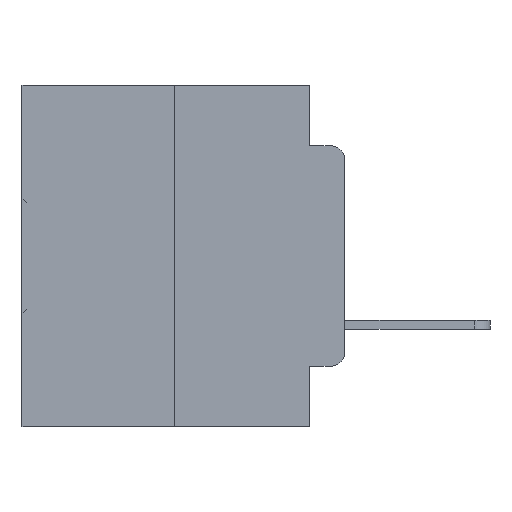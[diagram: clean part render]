
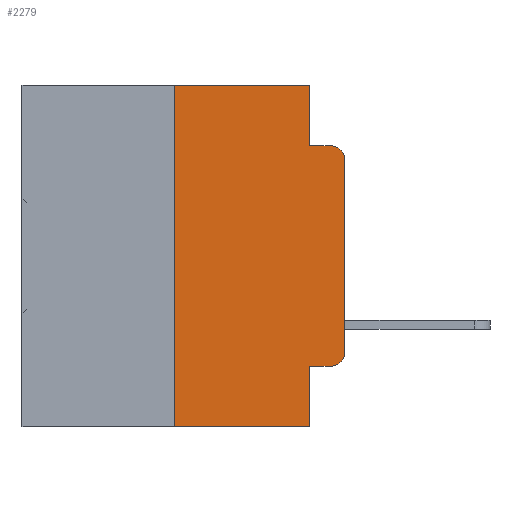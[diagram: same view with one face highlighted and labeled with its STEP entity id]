
A CAD part, left-side view. The second image highlights one B-rep face of the part: STEP entity #2279.
In plain terms, the highlighted planar face has unit normal (-1, 0, 0).
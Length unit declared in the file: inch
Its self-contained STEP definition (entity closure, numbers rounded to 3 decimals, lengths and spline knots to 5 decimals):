
#170 = DIRECTION ( 'NONE',  ( 0., 0., 1. ) ) ;
#362 = CIRCLE ( 'NONE', #32359, 0.02 ) ;
#474 = VERTEX_POINT ( 'NONE', #2758 ) ;
#568 = EDGE_LOOP ( 'NONE', ( #21865, #22388, #23013, #23129, #23155, #23592, #23918, #25899, #28465, #29490 ) ) ;
#779 = VECTOR ( 'NONE', #16972, 39.37008 ) ;
#838 = EDGE_CURVE ( 'NONE', #18442, #7023, #19193, .T. ) ;
#2186 = EDGE_CURVE ( 'NONE', #7023, #8571, #362, .T. ) ;
#2201 = EDGE_CURVE ( 'NONE', #14857, #474, #26604, .T. ) ;
#2245 = EDGE_CURVE ( 'NONE', #32502, #8571, #25063, .T. ) ;
#2253 = EDGE_CURVE ( 'NONE', #8215, #32502, #11410, .T. ) ;
#2279 = ADVANCED_FACE ( 'NONE', ( #3511 ), #25775, .F. ) ;
#2582 = CARTESIAN_POINT ( 'NONE',  ( 0., 0.25, -0.5 ) ) ;
#2758 = CARTESIAN_POINT ( 'NONE',  ( 0., 0.051, -0.5 ) ) ;
#3070 = EDGE_CURVE ( 'NONE', #14857, #24966, #18343, .T. ) ;
#3159 = EDGE_CURVE ( 'NONE', #20460, #474, #21919, .T. ) ;
#3169 = EDGE_CURVE ( 'NONE', #20460, #15471, #27636, .T. ) ;
#3219 = EDGE_CURVE ( 'NONE', #15471, #18442, #7263, .T. ) ;
#3511 = FACE_OUTER_BOUND ( 'NONE', #568, .T. ) ;
#4330 = VECTOR ( 'NONE', #23345, 39.37008 ) ;
#7023 = VERTEX_POINT ( 'NONE', #28532 ) ;
#7213 = DIRECTION ( 'NONE',  ( 1., 0., 0. ) ) ;
#7263 = CIRCLE ( 'NONE', #24302, 0.02 ) ;
#7464 = CARTESIAN_POINT ( 'NONE',  ( 0., 0.051, 0. ) ) ;
#7925 = CARTESIAN_POINT ( 'NONE',  ( 0., 0.473, -0.5 ) ) ;
#8215 = VERTEX_POINT ( 'NONE', #7464 ) ;
#8571 = VERTEX_POINT ( 'NONE', #9840 ) ;
#9375 = CARTESIAN_POINT ( 'NONE',  ( 0., 0., 0. ) ) ;
#9578 = CARTESIAN_POINT ( 'NONE',  ( 0., 0.25, 0. ) ) ;
#9716 = DIRECTION ( 'NONE',  ( 0., 0., -1. ) ) ;
#9750 = DIRECTION ( 'NONE',  ( -1., 0., 0. ) ) ;
#9840 = CARTESIAN_POINT ( 'NONE',  ( 0., 0.02, -0.0885 ) ) ;
#11410 = LINE ( 'NONE', #21803, #29782 ) ;
#11786 = DIRECTION ( 'NONE',  ( -1., 0., 0. ) ) ;
#11830 = CARTESIAN_POINT ( 'NONE',  ( 0., 0.02, -0.3915 ) ) ;
#11890 = DIRECTION ( 'NONE',  ( 0., 0., -1. ) ) ;
#12063 = CARTESIAN_POINT ( 'NONE',  ( 0., 0.051, -0.4115 ) ) ;
#13274 = CARTESIAN_POINT ( 'NONE',  ( 0., 0.051, -0.0885 ) ) ;
#13709 = CARTESIAN_POINT ( 'NONE',  ( 0., 0.02, -0.4115 ) ) ;
#13890 = VECTOR ( 'NONE', #27038, 39.37008 ) ;
#14012 = DIRECTION ( 'NONE',  ( 0., -1., 0. ) ) ;
#14499 = DIRECTION ( 'NONE',  ( 0., 0., -1. ) ) ;
#14857 = VERTEX_POINT ( 'NONE', #2582 ) ;
#15471 = VERTEX_POINT ( 'NONE', #13709 ) ;
#15850 = CARTESIAN_POINT ( 'NONE',  ( 0., 0.051, 0. ) ) ;
#16907 = DIRECTION ( 'NONE',  ( 0., -1., 0. ) ) ;
#16972 = DIRECTION ( 'NONE',  ( 0., 0., -1. ) ) ;
#17376 = LINE ( 'NONE', #32200, #23327 ) ;
#17869 = DIRECTION ( 'NONE',  ( 0., -1., 0. ) ) ;
#18343 = LINE ( 'NONE', #9578, #4330 ) ;
#18369 = VECTOR ( 'NONE', #14012, 39.37008 ) ;
#18442 = VERTEX_POINT ( 'NONE', #27701 ) ;
#19193 = LINE ( 'NONE', #9375, #26616 ) ;
#20460 = VERTEX_POINT ( 'NONE', #21218 ) ;
#21218 = CARTESIAN_POINT ( 'NONE',  ( 0., 0.051, -0.4115 ) ) ;
#21803 = CARTESIAN_POINT ( 'NONE',  ( 0., 0.051, 0. ) ) ;
#21865 = ORIENTED_EDGE ( 'NONE', *, *, #838, .T. ) ;
#21919 = LINE ( 'NONE', #15850, #779 ) ;
#22388 = ORIENTED_EDGE ( 'NONE', *, *, #2186, .T. ) ;
#23013 = ORIENTED_EDGE ( 'NONE', *, *, #2245, .F. ) ;
#23073 = CARTESIAN_POINT ( 'NONE',  ( 0., 0.25, 0. ) ) ;
#23129 = ORIENTED_EDGE ( 'NONE', *, *, #2253, .F. ) ;
#23155 = ORIENTED_EDGE ( 'NONE', *, *, #27940, .F. ) ;
#23327 = VECTOR ( 'NONE', #17869, 39.37008 ) ;
#23345 = DIRECTION ( 'NONE',  ( 0., 0., 1. ) ) ;
#23592 = ORIENTED_EDGE ( 'NONE', *, *, #3070, .F. ) ;
#23654 = CARTESIAN_POINT ( 'NONE',  ( 0., 0.051, -0.0885 ) ) ;
#23918 = ORIENTED_EDGE ( 'NONE', *, *, #2201, .T. ) ;
#24302 = AXIS2_PLACEMENT_3D ( 'NONE', #11830, #11786, #14499 ) ;
#24966 = VERTEX_POINT ( 'NONE', #23073 ) ;
#25063 = LINE ( 'NONE', #23654, #18369 ) ;
#25717 = AXIS2_PLACEMENT_3D ( 'NONE', #27780, #7213, #27451 ) ;
#25775 = PLANE ( 'NONE',  #25717 ) ;
#25899 = ORIENTED_EDGE ( 'NONE', *, *, #3159, .F. ) ;
#26604 = LINE ( 'NONE', #7925, #13890 ) ;
#26616 = VECTOR ( 'NONE', #170, 39.37008 ) ;
#27038 = DIRECTION ( 'NONE',  ( 0., -1., 0. ) ) ;
#27451 = DIRECTION ( 'NONE',  ( 0., 0., -1. ) ) ;
#27636 = LINE ( 'NONE', #12063, #32831 ) ;
#27683 = CARTESIAN_POINT ( 'NONE',  ( 0., 0.02, -0.1085 ) ) ;
#27701 = CARTESIAN_POINT ( 'NONE',  ( 0., 0., -0.3915 ) ) ;
#27780 = CARTESIAN_POINT ( 'NONE',  ( 0., 0.473, 0. ) ) ;
#27940 = EDGE_CURVE ( 'NONE', #24966, #8215, #17376, .T. ) ;
#28465 = ORIENTED_EDGE ( 'NONE', *, *, #3169, .T. ) ;
#28532 = CARTESIAN_POINT ( 'NONE',  ( 0., 0., -0.1085 ) ) ;
#29490 = ORIENTED_EDGE ( 'NONE', *, *, #3219, .T. ) ;
#29782 = VECTOR ( 'NONE', #11890, 39.37008 ) ;
#32200 = CARTESIAN_POINT ( 'NONE',  ( 0., 0.473, 0. ) ) ;
#32359 = AXIS2_PLACEMENT_3D ( 'NONE', #27683, #9750, #9716 ) ;
#32502 = VERTEX_POINT ( 'NONE', #13274 ) ;
#32831 = VECTOR ( 'NONE', #16907, 39.37008 ) ;
